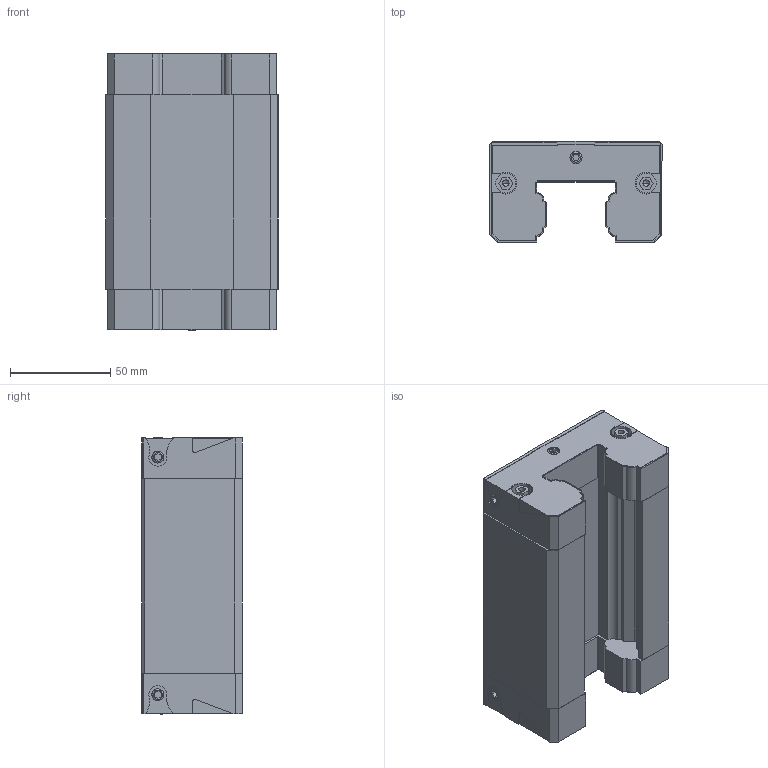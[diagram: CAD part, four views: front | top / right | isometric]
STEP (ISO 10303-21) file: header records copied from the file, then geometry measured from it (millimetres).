
FILE_DESCRIPTION (( 'STEP AP203' ), '1' );
FILE_NAME ('R1622_414_20_Bosch.step', '2026-01-08T10:52:08', ( '' ), ( '' ), 'SwSTEP 2.0', 'SolidWorks 2014', '' );
FILE_SCHEMA (( 'CONFIG_CONTROL_DESIGN' ));
Length unit declared in the file: millimetre
Products named in the file (4): R1622_414_20_Bosch; R200140102_Z-5; R343706101_Z_1-31; R201140301_1
Assembly tree (9 placements, depth 2):
  R1622_414_20_Bosch
    R201140301_1
    R200140102_Z-5  x2
    R343706101_Z_1-31  x6
Bounding box: 86 x 50.3 x 137.68 mm (x, y, z)
Volume: 369645.9 mm3; surface area: 80814.8 mm2
Topology: 9 solids, 9 shells, 423 faces, 1095 edges, 692 vertices
Faces by surface type: plane 242, cylinder 121, cone 60
Entity records: 7176 total; most frequent: DIRECTION 1162, CARTESIAN_POINT 1149, ORIENTED_EDGE 1116, EDGE_CURVE 558, LINE 410, VECTOR 410, AXIS2_PLACEMENT_3D 376, VERTEX_POINT 363
